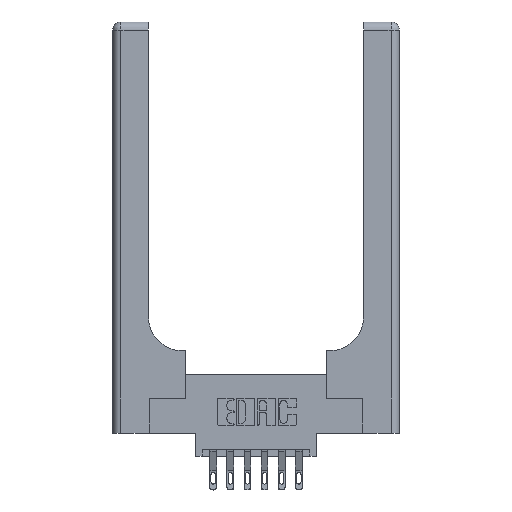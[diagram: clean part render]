
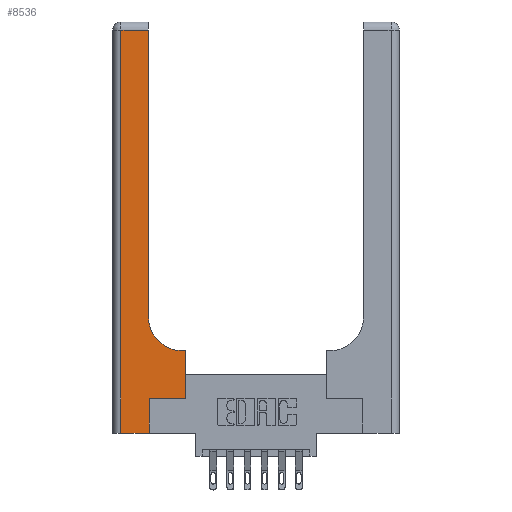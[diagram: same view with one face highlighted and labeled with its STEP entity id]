
A CAD part, top view. The second image highlights one B-rep face of the part: STEP entity #8536.
In plain terms, the highlighted planar face has unit normal (0, 0, 1).
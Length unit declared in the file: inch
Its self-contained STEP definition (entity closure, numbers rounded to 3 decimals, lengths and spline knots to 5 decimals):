
#224 = ORIENTED_EDGE ( 'NONE', *, *, #3990, .T. ) ;
#740 = ORIENTED_EDGE ( 'NONE', *, *, #13613, .T. ) ;
#773 = VECTOR ( 'NONE', #11969, 39.37008 ) ;
#1011 = CARTESIAN_POINT ( 'NONE',  ( 0.528, 0.6, 0.37 ) ) ;
#1014 = CARTESIAN_POINT ( 'NONE',  ( 0., 3., 0.37 ) ) ;
#1193 = ORIENTED_EDGE ( 'NONE', *, *, #13295, .T. ) ;
#1511 = ORIENTED_EDGE ( 'NONE', *, *, #12920, .T. ) ;
#1875 = EDGE_CURVE ( 'NONE', #11023, #10348, #4499, .T. ) ;
#2821 = CARTESIAN_POINT ( 'NONE',  ( 0.26, 0.6, 0.37 ) ) ;
#2866 = CARTESIAN_POINT ( 'NONE',  ( 0.51, 0.6, 0.37 ) ) ;
#2939 = EDGE_CURVE ( 'NONE', #12000, #12518, #6002, .T. ) ;
#3201 = DIRECTION ( 'NONE',  ( 0., -1., 0. ) ) ;
#3257 = LINE ( 'NONE', #2821, #9142 ) ;
#3303 = PLANE ( 'NONE',  #7769 ) ;
#3378 = DIRECTION ( 'NONE',  ( 0., 1., 0. ) ) ;
#3990 = EDGE_CURVE ( 'NONE', #12518, #13212, #5647, .T. ) ;
#4244 = VECTOR ( 'NONE', #5388, 39.37008 ) ;
#4321 = CARTESIAN_POINT ( 'NONE',  ( 0.06, 3., 0.37 ) ) ;
#4426 = DIRECTION ( 'NONE',  ( -1., 0., 0. ) ) ;
#4451 = EDGE_CURVE ( 'NONE', #13650, #12000, #5962, .T. ) ;
#4499 = LINE ( 'NONE', #14305, #7439 ) ;
#5018 = CARTESIAN_POINT ( 'NONE',  ( 0.06, 0., 0.37 ) ) ;
#5353 = LINE ( 'NONE', #8958, #10908 ) ;
#5388 = DIRECTION ( 'NONE',  ( 1., 0., 0. ) ) ;
#5647 = LINE ( 'NONE', #14263, #8237 ) ;
#5665 = DIRECTION ( 'NONE',  ( 0., 1., 0. ) ) ;
#5701 = LINE ( 'NONE', #4321, #6031 ) ;
#5774 = ORIENTED_EDGE ( 'NONE', *, *, #4451, .T. ) ;
#5962 = CIRCLE ( 'NONE', #11121, 0.25 ) ;
#6002 = LINE ( 'NONE', #7843, #8620 ) ;
#6031 = VECTOR ( 'NONE', #3201, 39.37008 ) ;
#6407 = ORIENTED_EDGE ( 'NONE', *, *, #12887, .T. ) ;
#6479 = DIRECTION ( 'NONE',  ( 0., 0., -1. ) ) ;
#6718 = LINE ( 'NONE', #10853, #773 ) ;
#6998 = VERTEX_POINT ( 'NONE', #5018 ) ;
#7191 = LINE ( 'NONE', #14226, #4244 ) ;
#7439 = VECTOR ( 'NONE', #8531, 39.37008 ) ;
#7666 = DIRECTION ( 'NONE',  ( -1., 0., 0. ) ) ;
#7680 = VERTEX_POINT ( 'NONE', #12782 ) ;
#7769 = AXIS2_PLACEMENT_3D ( 'NONE', #1014, #11064, #4426 ) ;
#7788 = CARTESIAN_POINT ( 'NONE',  ( 0.265, 0.25, 0.37 ) ) ;
#7843 = CARTESIAN_POINT ( 'NONE',  ( 0.26, 3., 0.37 ) ) ;
#8201 = ORIENTED_EDGE ( 'NONE', *, *, #8466, .T. ) ;
#8237 = VECTOR ( 'NONE', #7666, 39.37008 ) ;
#8466 = EDGE_CURVE ( 'NONE', #6998, #7680, #7191, .T. ) ;
#8531 = DIRECTION ( 'NONE',  ( 0., 1., 0. ) ) ;
#8536 = ADVANCED_FACE ( 'NONE', ( #12047 ), #3303, .F. ) ;
#8620 = VECTOR ( 'NONE', #3378, 39.37008 ) ;
#8756 = ORIENTED_EDGE ( 'NONE', *, *, #1875, .T. ) ;
#8938 = CARTESIAN_POINT ( 'NONE',  ( 0.26, 0.85, 0.37 ) ) ;
#8958 = CARTESIAN_POINT ( 'NONE',  ( 0.265, 0., 0.37 ) ) ;
#9142 = VECTOR ( 'NONE', #9479, 39.37008 ) ;
#9405 = CARTESIAN_POINT ( 'NONE',  ( 0.528, 0.25, 0.37 ) ) ;
#9479 = DIRECTION ( 'NONE',  ( -1., 0., 0. ) ) ;
#9720 = VERTEX_POINT ( 'NONE', #7788 ) ;
#10226 = EDGE_LOOP ( 'NONE', ( #13039, #224, #6407, #8201, #1511, #1193, #8756, #740, #5774 ) ) ;
#10348 = VERTEX_POINT ( 'NONE', #1011 ) ;
#10853 = CARTESIAN_POINT ( 'NONE',  ( 0.265, 0.25, 0.37 ) ) ;
#10908 = VECTOR ( 'NONE', #5665, 39.37008 ) ;
#11023 = VERTEX_POINT ( 'NONE', #9405 ) ;
#11027 = CARTESIAN_POINT ( 'NONE',  ( 0.26, 2.94, 0.37 ) ) ;
#11064 = DIRECTION ( 'NONE',  ( 0., 0., -1. ) ) ;
#11121 = AXIS2_PLACEMENT_3D ( 'NONE', #12915, #6479, #14206 ) ;
#11969 = DIRECTION ( 'NONE',  ( 1., 0., 0. ) ) ;
#12000 = VERTEX_POINT ( 'NONE', #8938 ) ;
#12047 = FACE_OUTER_BOUND ( 'NONE', #10226, .T. ) ;
#12518 = VERTEX_POINT ( 'NONE', #11027 ) ;
#12773 = CARTESIAN_POINT ( 'NONE',  ( 0.06, 2.94, 0.37 ) ) ;
#12782 = CARTESIAN_POINT ( 'NONE',  ( 0.265, 0., 0.37 ) ) ;
#12887 = EDGE_CURVE ( 'NONE', #13212, #6998, #5701, .T. ) ;
#12915 = CARTESIAN_POINT ( 'NONE',  ( 0.51, 0.85, 0.37 ) ) ;
#12920 = EDGE_CURVE ( 'NONE', #7680, #9720, #5353, .T. ) ;
#13039 = ORIENTED_EDGE ( 'NONE', *, *, #2939, .T. ) ;
#13212 = VERTEX_POINT ( 'NONE', #12773 ) ;
#13295 = EDGE_CURVE ( 'NONE', #9720, #11023, #6718, .T. ) ;
#13613 = EDGE_CURVE ( 'NONE', #10348, #13650, #3257, .T. ) ;
#13650 = VERTEX_POINT ( 'NONE', #2866 ) ;
#14206 = DIRECTION ( 'NONE',  ( 1., 0., 0. ) ) ;
#14226 = CARTESIAN_POINT ( 'NONE',  ( 0., 0., 0.37 ) ) ;
#14263 = CARTESIAN_POINT ( 'NONE',  ( 0., 2.94, 0.37 ) ) ;
#14305 = CARTESIAN_POINT ( 'NONE',  ( 0.528, 0.25, 0.37 ) ) ;
